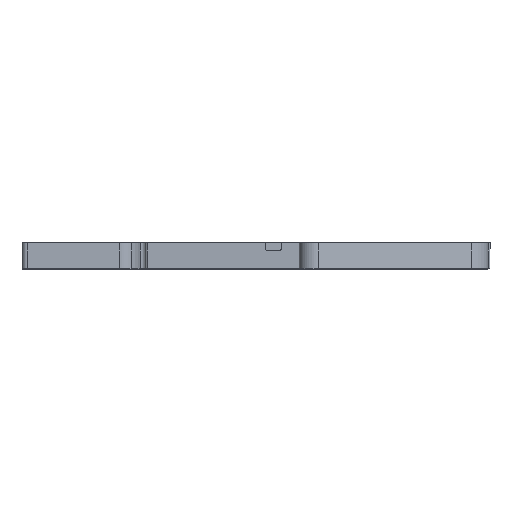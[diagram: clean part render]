
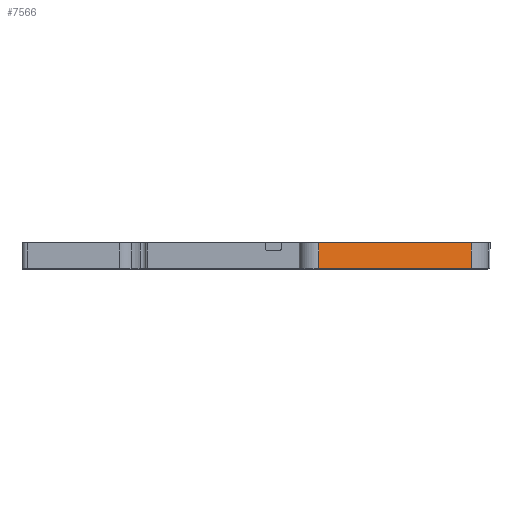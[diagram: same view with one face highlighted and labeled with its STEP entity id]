
A CAD part, front view. The second image highlights one B-rep face of the part: STEP entity #7566.
In plain terms, the highlighted planar face has unit normal (0.334, -0.943, 0).
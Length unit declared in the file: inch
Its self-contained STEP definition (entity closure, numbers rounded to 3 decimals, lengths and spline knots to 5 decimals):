
#221 = DIRECTION ( 'NONE',  ( -0.943, -0.334, 0. ) ) ;
#1138 = VERTEX_POINT ( 'NONE', #24149 ) ;
#2133 = DIRECTION ( 'NONE',  ( 0.943, 0.334, 0. ) ) ;
#2566 = EDGE_CURVE ( 'NONE', #18455, #1138, #21176, .T. ) ;
#2776 = VECTOR ( 'NONE', #7101, 39.37008 ) ;
#3051 = DIRECTION ( 'NONE',  ( -0.334, 0.943, 0. ) ) ;
#4407 = CARTESIAN_POINT ( 'NONE',  ( 1.90921, 0.18644, 0.20276 ) ) ;
#4609 = ORIENTED_EDGE ( 'NONE', *, *, #2566, .F. ) ;
#5254 = CARTESIAN_POINT ( 'NONE',  ( 0.73356, -0.22976, 0.20276 ) ) ;
#5475 = CARTESIAN_POINT ( 'NONE',  ( 1.90921, 0.18644, 0.20276 ) ) ;
#5603 = LINE ( 'NONE', #5475, #2776 ) ;
#6538 = VECTOR ( 'NONE', #221, 39.37008 ) ;
#7035 = EDGE_LOOP ( 'NONE', ( #11627, #15628, #4609, #9664 ) ) ;
#7101 = DIRECTION ( 'NONE',  ( 0., 0., -1. ) ) ;
#7566 = ADVANCED_FACE ( 'NONE', ( #18514 ), #23162, .F. ) ;
#9552 = CARTESIAN_POINT ( 'NONE',  ( 0.73356, -0.22976, 0.00591 ) ) ;
#9664 = ORIENTED_EDGE ( 'NONE', *, *, #20612, .F. ) ;
#10276 = CARTESIAN_POINT ( 'NONE',  ( 1.90921, 0.18644, 0.00591 ) ) ;
#11052 = VERTEX_POINT ( 'NONE', #4407 ) ;
#11369 = VERTEX_POINT ( 'NONE', #11727 ) ;
#11627 = ORIENTED_EDGE ( 'NONE', *, *, #20069, .F. ) ;
#11727 = CARTESIAN_POINT ( 'NONE',  ( 1.90921, 0.18644, 0.00591 ) ) ;
#12077 = LINE ( 'NONE', #17816, #22402 ) ;
#15628 = ORIENTED_EDGE ( 'NONE', *, *, #17703, .F. ) ;
#17703 = EDGE_CURVE ( 'NONE', #1138, #11052, #12077, .T. ) ;
#17816 = CARTESIAN_POINT ( 'NONE',  ( 0.73356, -0.22976, 0.20276 ) ) ;
#18254 = LINE ( 'NONE', #10276, #6538 ) ;
#18345 = AXIS2_PLACEMENT_3D ( 'NONE', #5254, #3051, #20964 ) ;
#18455 = VERTEX_POINT ( 'NONE', #9552 ) ;
#18514 = FACE_OUTER_BOUND ( 'NONE', #7035, .T. ) ;
#18966 = CARTESIAN_POINT ( 'NONE',  ( 0.73356, -0.22976, 0.20276 ) ) ;
#20069 = EDGE_CURVE ( 'NONE', #11052, #11369, #5603, .T. ) ;
#20612 = EDGE_CURVE ( 'NONE', #11369, #18455, #18254, .T. ) ;
#20964 = DIRECTION ( 'NONE',  ( -0.943, -0.334, 0. ) ) ;
#21176 = LINE ( 'NONE', #18966, #24581 ) ;
#22402 = VECTOR ( 'NONE', #2133, 39.37008 ) ;
#22765 = DIRECTION ( 'NONE',  ( 0., 0., 1. ) ) ;
#23162 = PLANE ( 'NONE',  #18345 ) ;
#24149 = CARTESIAN_POINT ( 'NONE',  ( 0.73356, -0.22976, 0.20276 ) ) ;
#24581 = VECTOR ( 'NONE', #22765, 39.37008 ) ;
